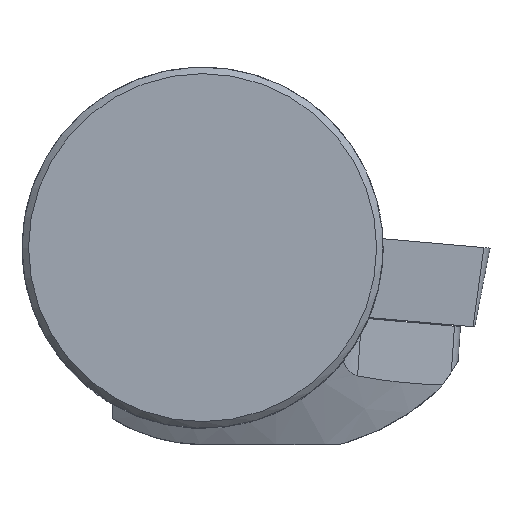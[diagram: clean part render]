
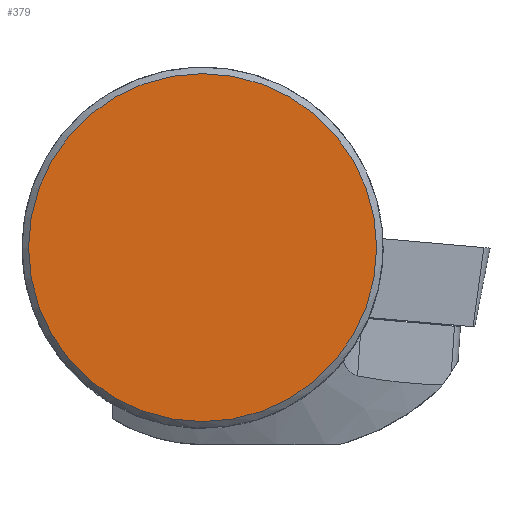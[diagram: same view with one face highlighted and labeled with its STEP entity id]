
A CAD part, top view. The second image highlights one B-rep face of the part: STEP entity #379.
In plain terms, the highlighted planar face has unit normal (0, 0, 1).
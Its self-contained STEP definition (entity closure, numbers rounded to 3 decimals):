
#379=ADVANCED_FACE('',(#460),#416,.F.);
#416=PLANE('',#1214);
#460=FACE_OUTER_BOUND('',#516,.T.);
#516=EDGE_LOOP('',(#742));
#742=ORIENTED_EDGE('',*,*,#1011,.F.);
#883=VERTEX_POINT('',#1954);
#1011=EDGE_CURVE('',#883,#883,#1058,.T.);
#1058=CIRCLE('',#1212,12.049);
#1212=AXIS2_PLACEMENT_3D('',#1953,#1455,#1456);
#1214=AXIS2_PLACEMENT_3D('',#1956,#1459,#1460);
#1455=DIRECTION('',(0.,0.,-1.));
#1456=DIRECTION('',(-1.,0.,0.));
#1459=DIRECTION('',(0.,0.,-1.));
#1460=DIRECTION('',(-1.,0.,0.));
#1953=CARTESIAN_POINT('',(0.,0.,0.));
#1954=CARTESIAN_POINT('',(-12.049,0.,0.));
#1956=CARTESIAN_POINT('',(12.049,0.,0.));
